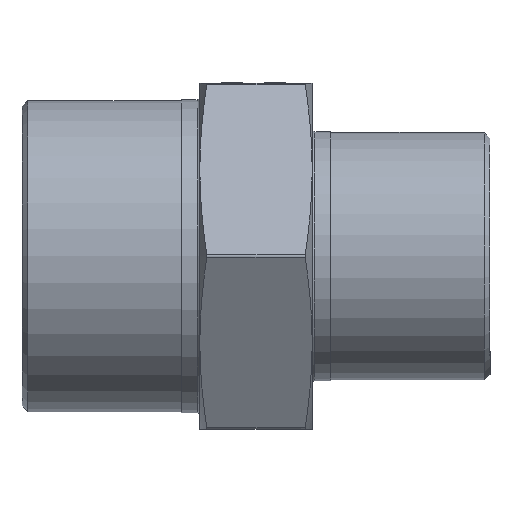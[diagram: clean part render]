
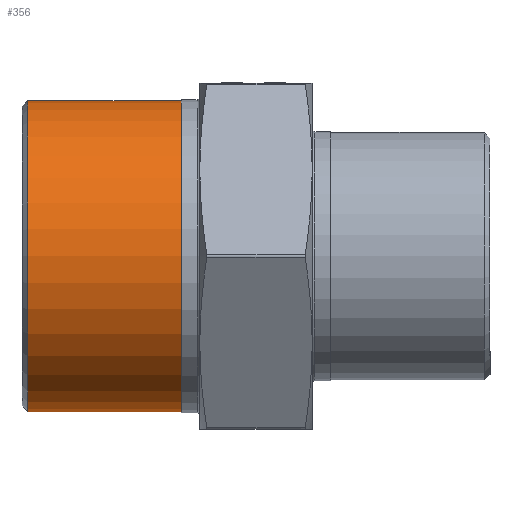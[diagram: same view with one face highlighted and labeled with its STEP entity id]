
A CAD part, front view. The second image highlights one B-rep face of the part: STEP entity #356.
In plain terms, the highlighted cylindrical face has radius 16.625 mm (diameter 33.249 mm), a full revolution.
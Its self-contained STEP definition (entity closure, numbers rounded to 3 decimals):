
#356 = ADVANCED_FACE ( 'NONE', ( #1932, #1906 ), #1916, .T. ) ;
#662 = EDGE_CURVE ( 'NONE', #4638, #4638, #11101, .T. ) ;
#698 = EDGE_CURVE ( 'NONE', #4644, #4644, #10776, .T. ) ;
#1381 = ORIENTED_EDGE ( 'NONE', *, *, #662, .F. ) ;
#1389 = ORIENTED_EDGE ( 'NONE', *, *, #698, .T. ) ;
#1560 = EDGE_LOOP ( 'NONE', ( #1381 ) ) ;
#1566 = EDGE_LOOP ( 'NONE', ( #1389 ) ) ;
#1894 = CARTESIAN_POINT ( 'NONE',  ( 0., 0., 0. ) ) ;
#1906 = FACE_OUTER_BOUND ( 'NONE', #1560, .T. ) ;
#1916 = CYLINDRICAL_SURFACE ( 'NONE', #9513, 16.625 ) ;
#1922 = DIRECTION ( 'NONE',  ( 0., 0., 1. ) ) ;
#1926 = DIRECTION ( 'NONE',  ( -1., 0., 0. ) ) ;
#1932 = FACE_OUTER_BOUND ( 'NONE', #1566, .T. ) ;
#4638 = VERTEX_POINT ( 'NONE', #4657 ) ;
#4643 = CARTESIAN_POINT ( 'NONE',  ( -8., 0., 16.624 ) ) ;
#4644 = VERTEX_POINT ( 'NONE', #4643 ) ;
#4657 = CARTESIAN_POINT ( 'NONE',  ( -24.375, 0., 16.624 ) ) ;
#7373 = CARTESIAN_POINT ( 'NONE',  ( -24.375, 0., 0. ) ) ;
#7381 = DIRECTION ( 'NONE',  ( -1., 0., 0. ) ) ;
#7402 = DIRECTION ( 'NONE',  ( 0., 0., 1. ) ) ;
#7583 = DIRECTION ( 'NONE',  ( -1., 0., 0. ) ) ;
#7588 = CARTESIAN_POINT ( 'NONE',  ( -8., 0., 0. ) ) ;
#7592 = DIRECTION ( 'NONE',  ( 0., 0., 1. ) ) ;
#9513 = AXIS2_PLACEMENT_3D ( 'NONE', #1894, #1926, #1922 ) ;
#10776 = CIRCLE ( 'NONE', #10778, 16.625 ) ;
#10778 = AXIS2_PLACEMENT_3D ( 'NONE', #7588, #7583, #7592 ) ;
#11101 = CIRCLE ( 'NONE', #11107, 16.625 ) ;
#11107 = AXIS2_PLACEMENT_3D ( 'NONE', #7373, #7381, #7402 ) ;
